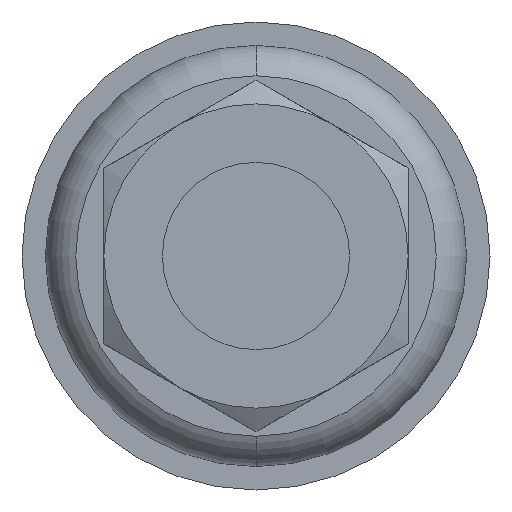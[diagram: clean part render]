
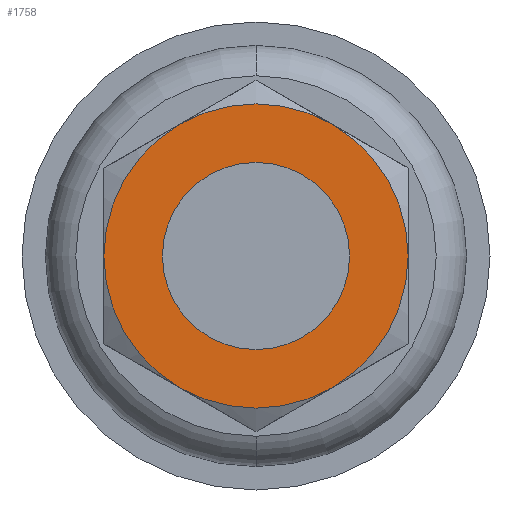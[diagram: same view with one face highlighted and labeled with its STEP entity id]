
A CAD part, front view. The second image highlights one B-rep face of the part: STEP entity #1758.
In plain terms, the highlighted face is planar.
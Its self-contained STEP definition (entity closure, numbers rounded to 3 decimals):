
#5 = EDGE_CURVE ( 'NONE', #571, #562, #1690, .T. ) ;
#6 = EDGE_CURVE ( 'NONE', #562, #592, #1734, .T. ) ;
#7 = EDGE_CURVE ( 'NONE', #601, #602, #1656, .T. ) ;
#8 = EDGE_CURVE ( 'NONE', #561, #697, #1201, .T. ) ;
#12 = EDGE_CURVE ( 'NONE', #592, #561, #1205, .T. ) ;
#15 = EDGE_CURVE ( 'NONE', #602, #601, #1202, .T. ) ;
#27 = EDGE_CURVE ( 'NONE', #563, #571, #1203, .T. ) ;
#28 = EDGE_CURVE ( 'NONE', #697, #563, #1200, .T. ) ;
#119 = AXIS2_PLACEMENT_3D ( 'NONE', #1811, #1810, #1809 ) ;
#122 = FACE_BOUND ( 'NONE', #408, .T. ) ;
#174 = FACE_OUTER_BOUND ( 'NONE', #360, .T. ) ;
#311 = DIRECTION ( 'NONE',  ( 0., 0., -1. ) ) ;
#322 = CARTESIAN_POINT ( 'NONE',  ( 0., 0., 3.25 ) ) ;
#323 = DIRECTION ( 'NONE',  ( -1., 0., 0. ) ) ;
#324 = DIRECTION ( 'NONE',  ( 0., 0., -1. ) ) ;
#325 = CARTESIAN_POINT ( 'NONE',  ( 0., 0., 3.25 ) ) ;
#326 = DIRECTION ( 'NONE',  ( 1., 0., 0. ) ) ;
#327 = DIRECTION ( 'NONE',  ( 0., 0., 1. ) ) ;
#328 = CARTESIAN_POINT ( 'NONE',  ( 0., 0., 3.25 ) ) ;
#329 = DIRECTION ( 'NONE',  ( -1., 0., 0. ) ) ;
#330 = DIRECTION ( 'NONE',  ( 0., 0., -1. ) ) ;
#331 = CARTESIAN_POINT ( 'NONE',  ( 0., 0., 3.25 ) ) ;
#332 = DIRECTION ( 'NONE',  ( -1., 0., 0. ) ) ;
#333 = DIRECTION ( 'NONE',  ( 0., 0., -1. ) ) ;
#360 = EDGE_LOOP ( 'NONE', ( #551, #597, #600, #595, #596, #594 ) ) ;
#368 = CARTESIAN_POINT ( 'NONE',  ( 0., 0., 3.25 ) ) ;
#403 = DIRECTION ( 'NONE',  ( -1., 0., 0. ) ) ;
#408 = EDGE_LOOP ( 'NONE', ( #553, #552 ) ) ;
#453 = CARTESIAN_POINT ( 'NONE',  ( -3.25, -5.629, 3.25 ) ) ;
#464 = CARTESIAN_POINT ( 'NONE',  ( -4., 0., 3.25 ) ) ;
#465 = CARTESIAN_POINT ( 'NONE',  ( 4., 0., 3.25 ) ) ;
#469 = CARTESIAN_POINT ( 'NONE',  ( 6.5, 0., 3.25 ) ) ;
#472 = CARTESIAN_POINT ( 'NONE',  ( -3.25, 5.629, 3.25 ) ) ;
#480 = CARTESIAN_POINT ( 'NONE',  ( -6.5, 0., 3.25 ) ) ;
#481 = CARTESIAN_POINT ( 'NONE',  ( 3.25, 5.629, 3.25 ) ) ;
#482 = CARTESIAN_POINT ( 'NONE',  ( 3.25, -5.629, 3.25 ) ) ;
#551 = ORIENTED_EDGE ( 'NONE', *, *, #12, .F. ) ;
#552 = ORIENTED_EDGE ( 'NONE', *, *, #7, .F. ) ;
#553 = ORIENTED_EDGE ( 'NONE', *, *, #15, .F. ) ;
#561 = VERTEX_POINT ( 'NONE', #482 ) ;
#562 = VERTEX_POINT ( 'NONE', #481 ) ;
#563 = VERTEX_POINT ( 'NONE', #480 ) ;
#571 = VERTEX_POINT ( 'NONE', #472 ) ;
#592 = VERTEX_POINT ( 'NONE', #469 ) ;
#594 = ORIENTED_EDGE ( 'NONE', *, *, #8, .F. ) ;
#595 = ORIENTED_EDGE ( 'NONE', *, *, #27, .F. ) ;
#596 = ORIENTED_EDGE ( 'NONE', *, *, #28, .F. ) ;
#597 = ORIENTED_EDGE ( 'NONE', *, *, #6, .F. ) ;
#600 = ORIENTED_EDGE ( 'NONE', *, *, #5, .F. ) ;
#601 = VERTEX_POINT ( 'NONE', #465 ) ;
#602 = VERTEX_POINT ( 'NONE', #464 ) ;
#697 = VERTEX_POINT ( 'NONE', #453 ) ;
#744 = DIRECTION ( 'NONE',  ( 0., 0., 1. ) ) ;
#759 = CARTESIAN_POINT ( 'NONE',  ( 0., 0., 3.25 ) ) ;
#760 = DIRECTION ( 'NONE',  ( -1., 0., 0. ) ) ;
#761 = DIRECTION ( 'NONE',  ( 0., 0., -1. ) ) ;
#781 = CARTESIAN_POINT ( 'NONE',  ( 0., 0., 3.25 ) ) ;
#782 = DIRECTION ( 'NONE',  ( 0., 0., -1. ) ) ;
#792 = CARTESIAN_POINT ( 'NONE',  ( 0., 0., 3.25 ) ) ;
#796 = DIRECTION ( 'NONE',  ( 1., 0., 0. ) ) ;
#816 = DIRECTION ( 'NONE',  ( -1., 0., 0. ) ) ;
#1119 = AXIS2_PLACEMENT_3D ( 'NONE', #792, #744, #796 ) ;
#1124 = AXIS2_PLACEMENT_3D ( 'NONE', #325, #324, #323 ) ;
#1148 = AXIS2_PLACEMENT_3D ( 'NONE', #759, #782, #760 ) ;
#1159 = AXIS2_PLACEMENT_3D ( 'NONE', #781, #761, #816 ) ;
#1187 = AXIS2_PLACEMENT_3D ( 'NONE', #368, #333, #332 ) ;
#1192 = AXIS2_PLACEMENT_3D ( 'NONE', #322, #311, #403 ) ;
#1193 = AXIS2_PLACEMENT_3D ( 'NONE', #328, #327, #326 ) ;
#1195 = AXIS2_PLACEMENT_3D ( 'NONE', #331, #330, #329 ) ;
#1200 = CIRCLE ( 'NONE', #1159, 6.5 ) ;
#1201 = CIRCLE ( 'NONE', #1124, 6.5 ) ;
#1202 = CIRCLE ( 'NONE', #1119, 4. ) ;
#1203 = CIRCLE ( 'NONE', #1148, 6.5 ) ;
#1205 = CIRCLE ( 'NONE', #1192, 6.5 ) ;
#1656 = CIRCLE ( 'NONE', #1193, 4. ) ;
#1690 = CIRCLE ( 'NONE', #1187, 6.5 ) ;
#1734 = CIRCLE ( 'NONE', #1195, 6.5 ) ;
#1758 = ADVANCED_FACE ( 'NONE', ( #174, #122 ), #1812, .T. ) ;
#1809 = DIRECTION ( 'NONE',  ( 1., 0., 0. ) ) ;
#1810 = DIRECTION ( 'NONE',  ( 0., 0., 1. ) ) ;
#1811 = CARTESIAN_POINT ( 'NONE',  ( 0., -7.506, 3.25 ) ) ;
#1812 = PLANE ( 'NONE',  #119 ) ;
